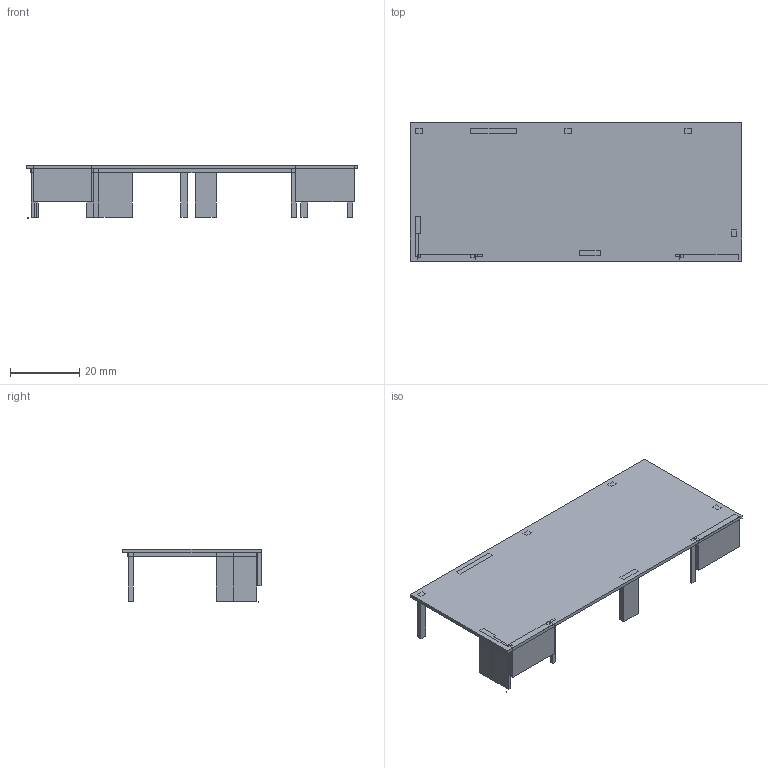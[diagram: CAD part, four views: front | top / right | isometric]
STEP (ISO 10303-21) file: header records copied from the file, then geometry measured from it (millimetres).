
FILE_DESCRIPTION(('Open CASCADE Model'),'2;1');
FILE_NAME('Open CASCADE Shape Model','2015-03-23T13:11:51',('Author'),( 'Open CASCADE'),'Open CASCADE STEP processor 6.2','Open CASCADE 6.2' ,'Unknown');
FILE_SCHEMA(('AUTOMOTIVE_DESIGN { 1 0 10303 214 1 1 1 1 }'));
Length unit declared in the file: millimetre
Products named in the file (27): PCB; Board; Free-Models; 615129264; Extruded; 514178912; 615126576; 759127360; 615124912; 514176608; 514179168; 514177504; 514178272; 514178400; 514177888; 520843648
Assembly tree (32 placements, depth 4):
  PCB
    Board
    Free-Models
      615129264
        Extruded
      514178912  x3
        Extruded
      615126576
        Extruded
      759127360
        Extruded
      615124912
        Extruded
      514176608
        Extruded
      514179168
        Extruded
      514177504  x2
        Extruded
      514178272  x3
        Extruded
      514178400
        Extruded
      514177888
        Extruded
      520843648  x2
        Extruded
Bounding box: 96 x 40 x 15.39 mm (x, y, z)
Volume: 9636.2 mm3; surface area: 18137.3 mm2
Topology: 19 solids, 19 shells, 114 faces, 228 edges, 152 vertices
Faces by surface type: plane 114
Entity records: 4642 total; most frequent: DIRECTION 690, CARTESIAN_POINT 683, LINE 468, VECTOR 468, ORIENTED_EDGE 312, PCURVE 312, DEFINITIONAL_REPRESENTATION 312, EDGE_CURVE 156
